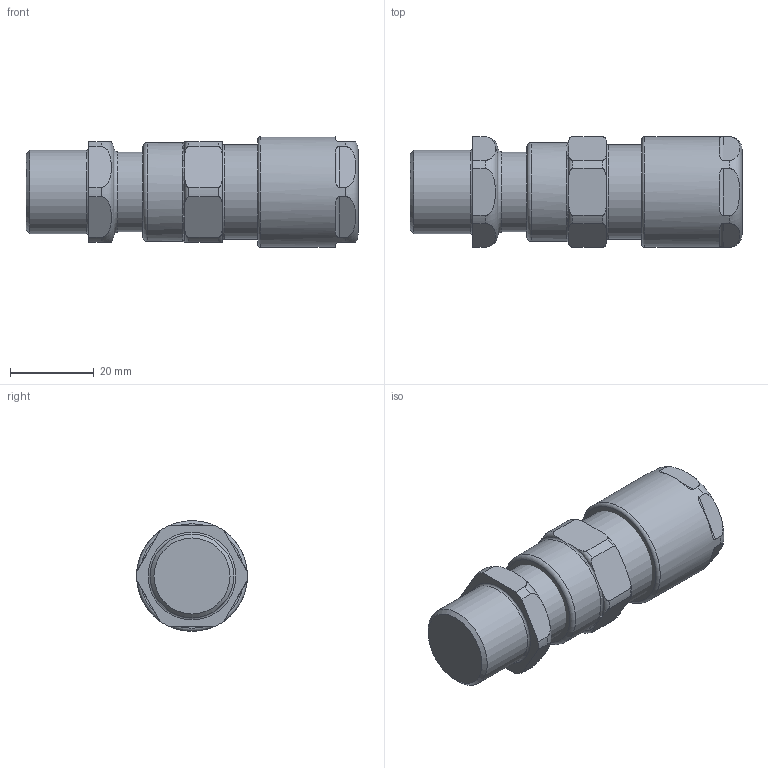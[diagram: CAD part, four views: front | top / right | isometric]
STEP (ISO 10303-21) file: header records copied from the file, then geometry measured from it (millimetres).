
FILE_DESCRIPTION(/* description */ (''),/* implementation_level */ '2;1');
FILE_NAME(/* name */ 'PSG 553 RAC-X O_Os.stp',/* time_stamp */ '2019-08-02T18:52:34+05:00',/* author */ ('vinaykumark'),/* organization */ (''),/* preprocessor_version */ 'ST-DEVELOPER v16.13',/* originating_system */ 'Autodesk Inventor 2018',/* authorisation */ '');
FILE_SCHEMA (('AUTOMOTIVE_DESIGN { 1 0 10303 214 3 1 1 }'));
Length unit declared in the file: millimetre
Products named in the file (1): PSG 553 RAC-X A
Bounding box: 79.49 x 26.5 x 26.5 mm (x, y, z)
Volume: 49252.8 mm3; surface area: 18669.1 mm2
Topology: 9 solids, 9 shells, 395 faces, 1006 edges, 643 vertices
Faces by surface type: torus 114, plane 106, cylinder 88, cone 84, bspline 3
Full cylindrical faces by diameter (mm): 12 x1, 16 x1, 16.05 x2, 18 x1, 19 x4, 19.15 x1, 20 x1, 20.512 x1, 22.6 x1, 23 x1, 23.65 x1, 24 x1, 26.5 x1
Entity records: 13515 total; most frequent: CARTESIAN_POINT 3923, DIRECTION 1986, ORIENTED_EDGE 1850, EDGE_CURVE 925, AXIS2_PLACEMENT_3D 884, VERTEX_POINT 636, EDGE_LOOP 485, STYLED_ITEM 403
